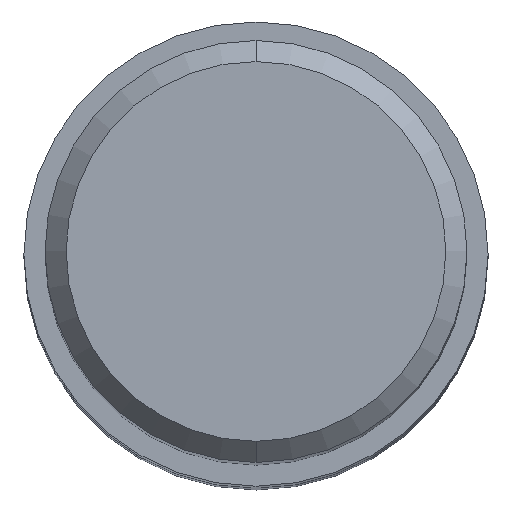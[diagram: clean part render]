
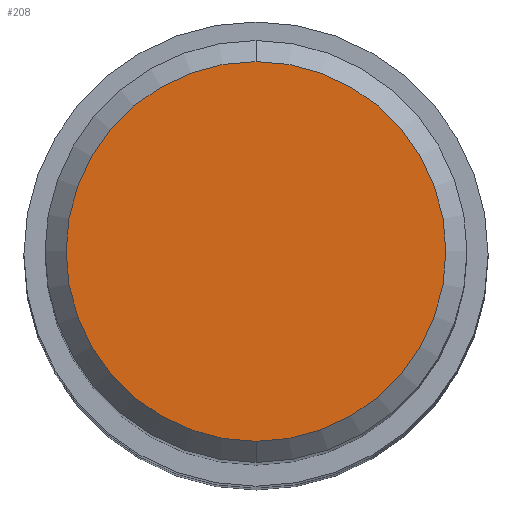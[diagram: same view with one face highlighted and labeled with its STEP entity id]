
A CAD part, top view. The second image highlights one B-rep face of the part: STEP entity #208.
In plain terms, the highlighted planar face has unit normal (0, 0, 1).
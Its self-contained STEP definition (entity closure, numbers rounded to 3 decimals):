
#186=VERTEX_POINT('',#481);
#208=ADVANCED_FACE('',(#504),#505,.T.);
#214=EDGE_CURVE('',#292,#186,#512,.T.);
#292=VERTEX_POINT('',#598);
#300=EDGE_CURVE('',#186,#292,#607,.T.);
#481=CARTESIAN_POINT('',(0.0,5.4,0.0));
#504=FACE_OUTER_BOUND('',#902,.T.);
#505=PLANE('',#903);
#512=CIRCLE('',#911,5.4);
#598=CARTESIAN_POINT('',(0.,-5.4,0.0));
#607=CIRCLE('',#1101,5.4);
#902=EDGE_LOOP('',(#1485,#1486));
#903=AXIS2_PLACEMENT_3D('',#1487,#1488,#1489);
#911=AXIS2_PLACEMENT_3D('',#1499,#1500,#1501);
#1101=AXIS2_PLACEMENT_3D('',#1604,#1605,#1606);
#1485=ORIENTED_EDGE('',*,*,#300,.F.);
#1486=ORIENTED_EDGE('',*,*,#214,.F.);
#1487=CARTESIAN_POINT('',(0.0,2.7,0.0));
#1488=DIRECTION('',(-0.0,0.0,1.0));
#1489=DIRECTION('',(0.0,-1.0,0.0));
#1499=CARTESIAN_POINT('',(0.0,0.0,0.0));
#1500=DIRECTION('',(0.0,0.0,-1.0));
#1501=DIRECTION('',(0.0,1.0,0.0));
#1604=CARTESIAN_POINT('',(0.0,0.0,0.0));
#1605=DIRECTION('',(0.0,0.0,-1.0));
#1606=DIRECTION('',(0.0,1.0,0.0));
